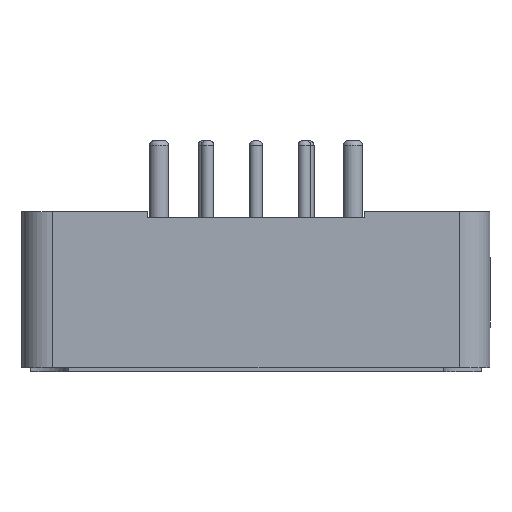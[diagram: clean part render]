
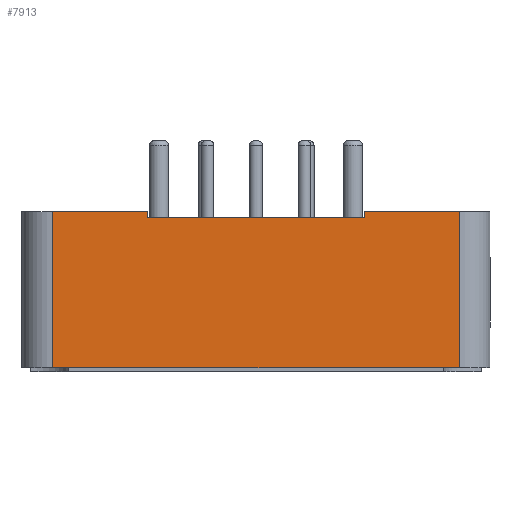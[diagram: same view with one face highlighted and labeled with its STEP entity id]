
A CAD part, front view. The second image highlights one B-rep face of the part: STEP entity #7913.
In plain terms, the highlighted face is planar.
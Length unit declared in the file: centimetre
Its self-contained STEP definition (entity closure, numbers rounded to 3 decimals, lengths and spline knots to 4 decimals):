
#102=PLANE('',#13452);
#446=VECTOR('',#8573,1.);
#447=VECTOR('',#8577,1.);
#448=VECTOR('',#8578,1.);
#449=VECTOR('',#8579,1.);
#450=VECTOR('',#8580,1.);
#451=VECTOR('',#8581,1.);
#452=VECTOR('',#8582,1.);
#453=VECTOR('',#8583,1.);
#1329=LINE('',#10446,#446);
#1330=LINE('',#10450,#447);
#1331=LINE('',#10453,#448);
#1332=LINE('',#10455,#449);
#1333=LINE('',#10456,#450);
#1334=LINE('',#10458,#451);
#1335=LINE('',#10460,#452);
#1336=LINE('',#10462,#453);
#2225=VERTEX_POINT('',#10445);
#2226=VERTEX_POINT('',#10447);
#2227=VERTEX_POINT('',#10451);
#2228=VERTEX_POINT('',#10452);
#2229=VERTEX_POINT('',#10454);
#2230=VERTEX_POINT('',#10457);
#2231=VERTEX_POINT('',#10459);
#2232=VERTEX_POINT('',#10461);
#3268=EDGE_CURVE('',#2225,#2226,#1329,.T.);
#3270=EDGE_CURVE('',#2227,#2228,#1330,.T.);
#3271=EDGE_CURVE('',#2228,#2229,#1331,.T.);
#3272=EDGE_CURVE('',#2229,#2226,#1332,.T.);
#3273=EDGE_CURVE('',#2225,#2230,#1333,.T.);
#3274=EDGE_CURVE('',#2230,#2231,#1334,.T.);
#3275=EDGE_CURVE('',#2231,#2232,#1335,.T.);
#3276=EDGE_CURVE('',#2227,#2232,#1336,.T.);
#4444=ORIENTED_EDGE('',*,*,#3270,.T.);
#4445=ORIENTED_EDGE('',*,*,#3271,.T.);
#4446=ORIENTED_EDGE('',*,*,#3272,.T.);
#4447=ORIENTED_EDGE('',*,*,#3268,.F.);
#4448=ORIENTED_EDGE('',*,*,#3273,.T.);
#4449=ORIENTED_EDGE('',*,*,#3274,.T.);
#4450=ORIENTED_EDGE('',*,*,#3275,.T.);
#4451=ORIENTED_EDGE('',*,*,#3276,.F.);
#6719=EDGE_LOOP('',(#4444,#4445,#4446,#4447,#4448,#4449,#4450,#4451));
#7318=FACE_BOUND('',#6719,.T.);
#7913=ADVANCED_FACE('',(#7318),#102,.T.);
#8573=DIRECTION('',(0.,0.,1.));
#8576=DIRECTION('',(0.,1.,0.));
#8577=DIRECTION('',(1.,0.,0.));
#8578=DIRECTION('',(0.,0.,1.));
#8579=DIRECTION('',(1.,0.,0.));
#8580=DIRECTION('',(-1.,0.,0.));
#8581=DIRECTION('',(0.,0.,1.));
#8582=DIRECTION('',(1.,0.,0.));
#8583=DIRECTION('',(0.,0.,1.));
#10445=CARTESIAN_POINT('',(1.6,2.8955,-0.09));
#10446=CARTESIAN_POINT('',(1.6,2.8955,0.));
#10447=CARTESIAN_POINT('',(1.6,2.8955,1.14));
#10449=CARTESIAN_POINT('',(0.,2.8955,0.));
#10450=CARTESIAN_POINT('',(1.6,2.8955,1.09));
#10451=CARTESIAN_POINT('',(-0.8506,2.8955,1.09));
#10452=CARTESIAN_POINT('',(0.8506,2.8955,1.09));
#10453=CARTESIAN_POINT('',(0.8506,2.8955,1.09));
#10454=CARTESIAN_POINT('',(0.8506,2.8955,1.14));
#10455=CARTESIAN_POINT('',(0.8506,2.8955,1.14));
#10456=CARTESIAN_POINT('',(1.6,2.8955,-0.09));
#10457=CARTESIAN_POINT('',(-1.6,2.8955,-0.09));
#10458=CARTESIAN_POINT('',(-1.6,2.8955,0.));
#10459=CARTESIAN_POINT('',(-1.6,2.8955,1.14));
#10460=CARTESIAN_POINT('',(-0.8506,2.8955,1.14));
#10461=CARTESIAN_POINT('',(-0.8506,2.8955,1.14));
#10462=CARTESIAN_POINT('',(-0.8506,2.8955,1.09));
#13452=AXIS2_PLACEMENT_3D('',#10449,#8576,$);
